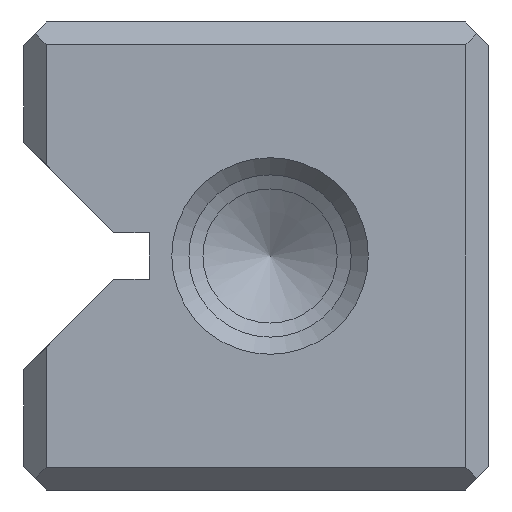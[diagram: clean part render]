
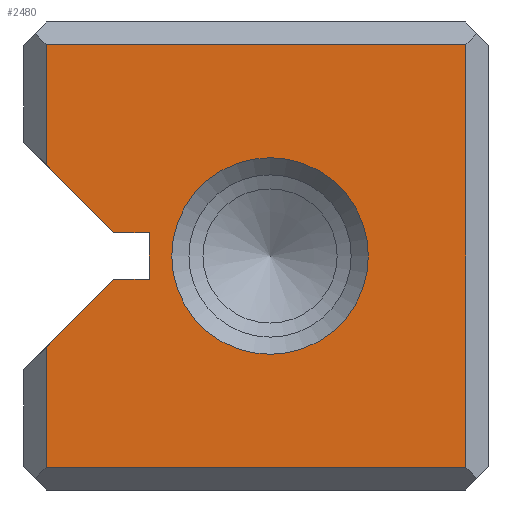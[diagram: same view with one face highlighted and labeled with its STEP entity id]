
A CAD part, left-side view. The second image highlights one B-rep face of the part: STEP entity #2480.
In plain terms, the highlighted planar face has unit normal (-1, 0, 0).
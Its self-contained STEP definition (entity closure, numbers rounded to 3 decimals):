
#2480=ADVANCED_FACE('',(#3452,#3453),#2884,.T.);
#2884=PLANE('',#9064);
#3140=CIRCLE('',#9063,3.15);
#3452=FACE_BOUND('',#3708,.T.);
#3453=FACE_BOUND('',#3709,.T.);
#3708=EDGE_LOOP('',(#4470));
#3709=EDGE_LOOP('',(#4471,#4472,#4473,#4474,#4475,#4476,#4477,#4478,#4479,
#4480));
#4470=ORIENTED_EDGE('',*,*,#7027,.T.);
#4471=ORIENTED_EDGE('',*,*,#7028,.T.);
#4472=ORIENTED_EDGE('',*,*,#7029,.T.);
#4473=ORIENTED_EDGE('',*,*,#7030,.T.);
#4474=ORIENTED_EDGE('',*,*,#7031,.T.);
#4475=ORIENTED_EDGE('',*,*,#7032,.T.);
#4476=ORIENTED_EDGE('',*,*,#7033,.T.);
#4477=ORIENTED_EDGE('',*,*,#7034,.T.);
#4478=ORIENTED_EDGE('',*,*,#7035,.F.);
#4479=ORIENTED_EDGE('',*,*,#7036,.F.);
#4480=ORIENTED_EDGE('',*,*,#7037,.T.);
#6360=VERTEX_POINT('',#11698);
#6361=VERTEX_POINT('',#11700);
#6362=VERTEX_POINT('',#11701);
#6363=VERTEX_POINT('',#11703);
#6364=VERTEX_POINT('',#11705);
#6365=VERTEX_POINT('',#11707);
#6366=VERTEX_POINT('',#11709);
#6367=VERTEX_POINT('',#11711);
#6368=VERTEX_POINT('',#11713);
#6369=VERTEX_POINT('',#11715);
#6370=VERTEX_POINT('',#11717);
#7027=EDGE_CURVE('',#6360,#6360,#3140,.T.);
#7028=EDGE_CURVE('',#6361,#6362,#7880,.T.);
#7029=EDGE_CURVE('',#6362,#6363,#7881,.T.);
#7030=EDGE_CURVE('',#6363,#6364,#7882,.T.);
#7031=EDGE_CURVE('',#6364,#6365,#7883,.T.);
#7032=EDGE_CURVE('',#6365,#6366,#7884,.T.);
#7033=EDGE_CURVE('',#6366,#6367,#7885,.T.);
#7034=EDGE_CURVE('',#6367,#6368,#7886,.T.);
#7035=EDGE_CURVE('',#6369,#6368,#7887,.T.);
#7036=EDGE_CURVE('',#6370,#6369,#7888,.T.);
#7037=EDGE_CURVE('',#6370,#6361,#7889,.T.);
#7880=LINE('',#11699,#8540);
#7881=LINE('',#11702,#8541);
#7882=LINE('',#11704,#8542);
#7883=LINE('',#11706,#8543);
#7884=LINE('',#11708,#8544);
#7885=LINE('',#11710,#8545);
#7886=LINE('',#11712,#8546);
#7887=LINE('',#11714,#8547);
#7888=LINE('',#11716,#8548);
#7889=LINE('',#11718,#8549);
#8540=VECTOR('',#9658,1.);
#8541=VECTOR('',#9659,1.);
#8542=VECTOR('',#9660,1.);
#8543=VECTOR('',#9661,1.);
#8544=VECTOR('',#9662,1.);
#8545=VECTOR('',#9663,1.);
#8546=VECTOR('',#9664,1.);
#8547=VECTOR('',#9665,1.);
#8548=VECTOR('',#9666,1.);
#8549=VECTOR('',#9667,1.);
#9063=AXIS2_PLACEMENT_3D('',#11697,#9656,#9657);
#9064=AXIS2_PLACEMENT_3D('',#11719,#9668,#9669);
#9656=DIRECTION('',(1.,0.,0.));
#9657=DIRECTION('',(0.,0.,-1.));
#9658=DIRECTION('',(0.,-1.,0.));
#9659=DIRECTION('',(0.,0.,1.));
#9660=DIRECTION('',(0.,1.,0.));
#9661=DIRECTION('',(0.,0.,-1.));
#9662=DIRECTION('',(0.,-0.707,-0.707));
#9663=DIRECTION('',(0.,-1.,0.));
#9664=DIRECTION('',(0.,0.,-1.));
#9665=DIRECTION('',(0.,-1.,0.));
#9666=DIRECTION('',(0.,-0.707,0.707));
#9667=DIRECTION('',(0.,0.,-1.));
#9668=DIRECTION('',(-1.,0.,0.));
#9669=DIRECTION('',(0.,0.,-1.));
#11697=CARTESIAN_POINT('',(0.,7.,7.5));
#11698=CARTESIAN_POINT('',(0.,7.,4.35));
#11699=CARTESIAN_POINT('',(0.,7.45,0.725));
#11700=CARTESIAN_POINT('',(0.,14.175,0.725));
#11701=CARTESIAN_POINT('',(0.,0.725,0.725));
#11702=CARTESIAN_POINT('',(0.,0.725,0.));
#11703=CARTESIAN_POINT('',(0.,0.725,14.275));
#11704=CARTESIAN_POINT('',(0.,7.45,14.275));
#11705=CARTESIAN_POINT('',(0.,14.175,14.275));
#11706=CARTESIAN_POINT('',(0.,14.175,0.));
#11707=CARTESIAN_POINT('',(0.,14.175,10.418));
#11708=CARTESIAN_POINT('',(0.,14.9,11.143));
#11709=CARTESIAN_POINT('',(0.,12.007,8.25));
#11710=CARTESIAN_POINT('',(0.,10.875,8.25));
#11711=CARTESIAN_POINT('',(0.,10.875,8.25));
#11712=CARTESIAN_POINT('',(0.,10.875,8.25));
#11713=CARTESIAN_POINT('',(0.,10.875,6.75));
#11714=CARTESIAN_POINT('',(0.,10.875,6.75));
#11715=CARTESIAN_POINT('',(0.,12.007,6.75));
#11716=CARTESIAN_POINT('',(0.,14.9,3.857));
#11717=CARTESIAN_POINT('',(0.,14.175,4.582));
#11718=CARTESIAN_POINT('',(0.,14.175,0.));
#11719=CARTESIAN_POINT('',(0.,7.45,0.));
